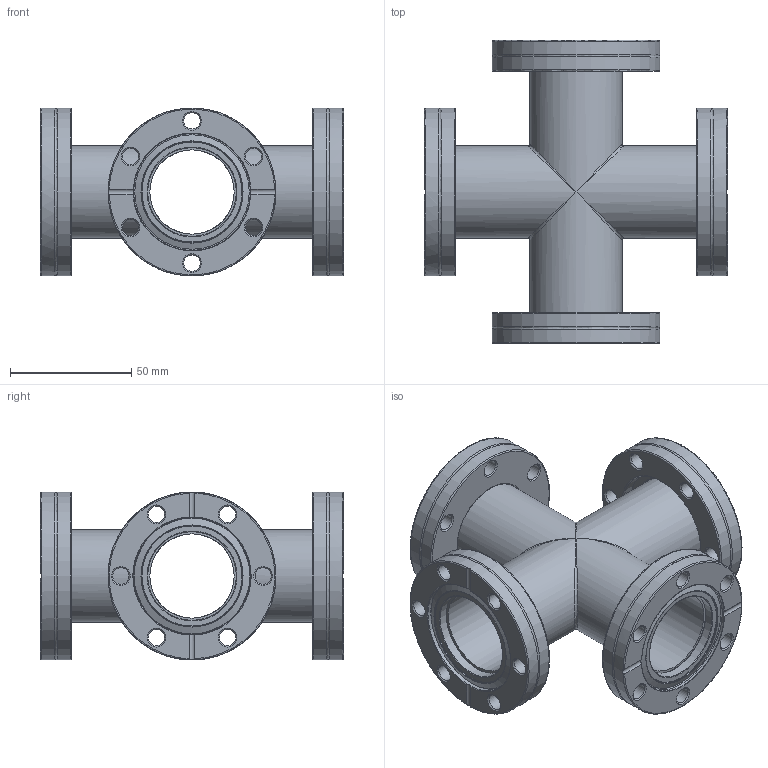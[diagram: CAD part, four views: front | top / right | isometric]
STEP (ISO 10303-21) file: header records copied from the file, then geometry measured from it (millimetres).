
FILE_DESCRIPTION (( 'STEP AP214' ), '1' );
FILE_NAME ('X41CF40R FULLVAC.STEP', '2019-09-24T13:07:42', ( '' ), ( '' ), 'SwSTEP 2.0', 'SolidWorks 2017', '' );
FILE_SCHEMA (( 'AUTOMOTIVE_DESIGN' ));
Length unit declared in the file: millimetre
Products named in the file (5): 4^X41CF40R; 2^X41CF40R; 1^X41CF40R; 3^X41CF40R; X41CF40R FULLVAC
Assembly tree (7 placements, depth 2):
  X41CF40R FULLVAC
    1^X41CF40R
    2^X41CF40R  x2
    3^X41CF40R  x2
    4^X41CF40R  x2
Bounding box: 125.02 x 125.02 x 69.3 mm (x, y, z)
Volume: 145122.3 mm3; surface area: 90141.6 mm2
Topology: 7 solids, 7 shells, 220 faces, 590 edges, 370 vertices
Faces by surface type: bspline 66, cylinder 64, cone 62, plane 28
Full cylindrical faces by diameter (mm): 6.73 x24, 34.8 x4, 36.6 x4, 38.1 x4, 38.35 x2, 38.61 x2, 45.21 x2, 48.21 x2, 48.26 x2, 48.31 x2, 69.3 x8
Entity records: 14039 total; most frequent: CARTESIAN_POINT 10447, DIRECTION 384, ORIENTED_EDGE 332, EDGE_LOOP 240, AXIS2_PLACEMENT_3D 188, FACE_OUTER_BOUND 173, EDGE_CURVE 166, VERTEX_POINT 138
